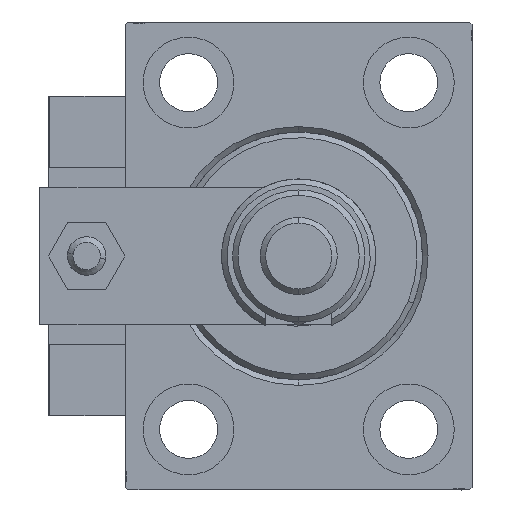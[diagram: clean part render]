
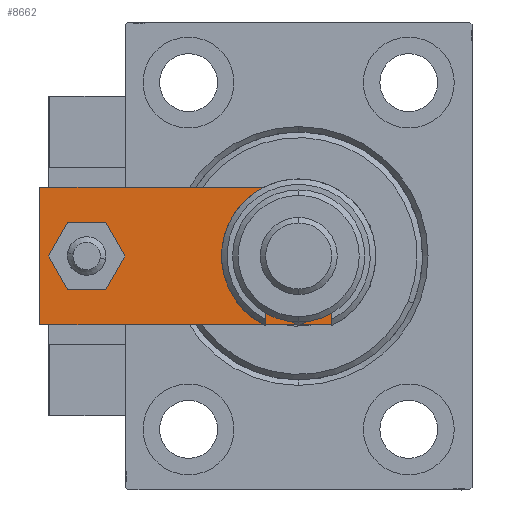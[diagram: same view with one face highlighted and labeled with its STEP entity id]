
A CAD part, left-side view. The second image highlights one B-rep face of the part: STEP entity #8662.
In plain terms, the highlighted face is planar.
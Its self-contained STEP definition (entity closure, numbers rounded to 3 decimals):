
#57 = AXIS2_PLACEMENT_3D ( 'NONE', #30673, #1949, #31742 ) ;
#456 = VECTOR ( 'NONE', #40124, 1000. ) ;
#673 = DIRECTION ( 'NONE',  ( 0., 0., 1. ) ) ;
#1421 = VECTOR ( 'NONE', #23866, 1000. ) ;
#1949 = DIRECTION ( 'NONE',  ( 0., 0., 1. ) ) ;
#2152 = CARTESIAN_POINT ( 'NONE',  ( 5.5, 0., 6. ) ) ;
#3197 = VECTOR ( 'NONE', #51485, 1000. ) ;
#3260 = EDGE_CURVE ( 'NONE', #36078, #19555, #48045, .T. ) ;
#3925 = LINE ( 'NONE', #41311, #12659 ) ;
#4201 = DIRECTION ( 'NONE',  ( -1., 0., 0. ) ) ;
#4236 = ORIENTED_EDGE ( 'NONE', *, *, #12830, .F. ) ;
#4410 = VERTEX_POINT ( 'NONE', #9580 ) ;
#4571 = EDGE_LOOP ( 'NONE', ( #40365, #47587 ) ) ;
#4673 = VERTEX_POINT ( 'NONE', #2152 ) ;
#4776 = VERTEX_POINT ( 'NONE', #15959 ) ;
#5284 = CARTESIAN_POINT ( 'NONE',  ( 2.75, -2.75, 6. ) ) ;
#5547 = DIRECTION ( 'NONE',  ( 0.707, 0.707, 0. ) ) ;
#7777 = ORIENTED_EDGE ( 'NONE', *, *, #25661, .F. ) ;
#7930 = PLANE ( 'NONE',  #15325 ) ;
#8124 = VECTOR ( 'NONE', #5547, 1000. ) ;
#8194 = FACE_OUTER_BOUND ( 'NONE', #15504, .T. ) ;
#8662 = ADVANCED_FACE ( 'NONE', ( #45009, #8194, #32565 ), #7930, .T. ) ;
#9580 = CARTESIAN_POINT ( 'NONE',  ( -4., 51.5, 6. ) ) ;
#9787 = DIRECTION ( 'NONE',  ( 0., 0., 1. ) ) ;
#9957 = DIRECTION ( 'NONE',  ( 1., 0., 0. ) ) ;
#10502 = DIRECTION ( 'NONE',  ( 0., 0., 1. ) ) ;
#12659 = VECTOR ( 'NONE', #4201, 1000. ) ;
#12830 = EDGE_CURVE ( 'NONE', #4410, #31240, #15281, .T. ) ;
#14851 = CARTESIAN_POINT ( 'NONE',  ( -8.25, 13., 6. ) ) ;
#15281 = CIRCLE ( 'NONE', #45509, 4. ) ;
#15325 = AXIS2_PLACEMENT_3D ( 'NONE', #16317, #24185, #40692 ) ;
#15504 = EDGE_LOOP ( 'NONE', ( #26483, #29449, #22476, #35809, #49644, #31802 ) ) ;
#15959 = CARTESIAN_POINT ( 'NONE',  ( 12.5, 60., 6. ) ) ;
#16317 = CARTESIAN_POINT ( 'NONE',  ( 0., 0., 6. ) ) ;
#17033 = CARTESIAN_POINT ( 'NONE',  ( 0., 51.5, 6. ) ) ;
#17381 = CIRCLE ( 'NONE', #57, 8.25 ) ;
#18205 = CARTESIAN_POINT ( 'NONE',  ( 12.5, 0., 6. ) ) ;
#19002 = LINE ( 'NONE', #40373, #1421 ) ;
#19555 = VERTEX_POINT ( 'NONE', #36825 ) ;
#19629 = CARTESIAN_POINT ( 'NONE',  ( 12.5, 7., 6. ) ) ;
#20163 = CARTESIAN_POINT ( 'NONE',  ( -12.5, 60., 6. ) ) ;
#21018 = VERTEX_POINT ( 'NONE', #19629 ) ;
#21331 = EDGE_CURVE ( 'NONE', #39474, #31925, #17381, .T. ) ;
#22476 = ORIENTED_EDGE ( 'NONE', *, *, #41739, .T. ) ;
#23355 = LINE ( 'NONE', #52036, #456 ) ;
#23866 = DIRECTION ( 'NONE',  ( 1., 0., 0. ) ) ;
#24185 = DIRECTION ( 'NONE',  ( 0., 0., 1. ) ) ;
#25044 = VERTEX_POINT ( 'NONE', #48520 ) ;
#25661 = EDGE_CURVE ( 'NONE', #31240, #4410, #49408, .T. ) ;
#26483 = ORIENTED_EDGE ( 'NONE', *, *, #3260, .T. ) ;
#29449 = ORIENTED_EDGE ( 'NONE', *, *, #35303, .T. ) ;
#30673 = CARTESIAN_POINT ( 'NONE',  ( 0., 13., 6. ) ) ;
#31240 = VERTEX_POINT ( 'NONE', #39317 ) ;
#31742 = DIRECTION ( 'NONE',  ( 1., 0., 0. ) ) ;
#31802 = ORIENTED_EDGE ( 'NONE', *, *, #44097, .T. ) ;
#31925 = VERTEX_POINT ( 'NONE', #39641 ) ;
#32126 = AXIS2_PLACEMENT_3D ( 'NONE', #46075, #9787, #33899 ) ;
#32565 = FACE_BOUND ( 'NONE', #4571, .T. ) ;
#32924 = EDGE_CURVE ( 'NONE', #4673, #21018, #42377, .T. ) ;
#33899 = DIRECTION ( 'NONE',  ( 1., 0., 0. ) ) ;
#35303 = EDGE_CURVE ( 'NONE', #19555, #25044, #23355, .T. ) ;
#35809 = ORIENTED_EDGE ( 'NONE', *, *, #32924, .T. ) ;
#36078 = VERTEX_POINT ( 'NONE', #52046 ) ;
#36678 = DIRECTION ( 'NONE',  ( 0., -1., 0. ) ) ;
#36825 = CARTESIAN_POINT ( 'NONE',  ( -12.5, 7., 6. ) ) ;
#37619 = VECTOR ( 'NONE', #36678, 1000. ) ;
#38270 = LINE ( 'NONE', #18205, #3197 ) ;
#39317 = CARTESIAN_POINT ( 'NONE',  ( 4., 51.5, 6. ) ) ;
#39474 = VERTEX_POINT ( 'NONE', #14851 ) ;
#39641 = CARTESIAN_POINT ( 'NONE',  ( 8.25, 13., 6. ) ) ;
#40124 = DIRECTION ( 'NONE',  ( 0.707, -0.707, 0. ) ) ;
#40365 = ORIENTED_EDGE ( 'NONE', *, *, #21331, .F. ) ;
#40373 = CARTESIAN_POINT ( 'NONE',  ( -12.5, 0., 6. ) ) ;
#40692 = DIRECTION ( 'NONE',  ( 1., 0., 0. ) ) ;
#41311 = CARTESIAN_POINT ( 'NONE',  ( 12.5, 60., 6. ) ) ;
#41586 = DIRECTION ( 'NONE',  ( 1., 0., 0. ) ) ;
#41739 = EDGE_CURVE ( 'NONE', #25044, #4673, #19002, .T. ) ;
#42377 = LINE ( 'NONE', #5284, #8124 ) ;
#42536 = EDGE_CURVE ( 'NONE', #21018, #4776, #38270, .T. ) ;
#44097 = EDGE_CURVE ( 'NONE', #4776, #36078, #3925, .T. ) ;
#45009 = FACE_BOUND ( 'NONE', #51191, .T. ) ;
#45509 = AXIS2_PLACEMENT_3D ( 'NONE', #17033, #10502, #9957 ) ;
#45569 = AXIS2_PLACEMENT_3D ( 'NONE', #49688, #673, #41586 ) ;
#46075 = CARTESIAN_POINT ( 'NONE',  ( 0., 51.5, 6. ) ) ;
#46173 = EDGE_CURVE ( 'NONE', #31925, #39474, #49901, .T. ) ;
#47587 = ORIENTED_EDGE ( 'NONE', *, *, #46173, .F. ) ;
#48045 = LINE ( 'NONE', #20163, #37619 ) ;
#48520 = CARTESIAN_POINT ( 'NONE',  ( -5.5, 0., 6. ) ) ;
#49408 = CIRCLE ( 'NONE', #32126, 4. ) ;
#49644 = ORIENTED_EDGE ( 'NONE', *, *, #42536, .T. ) ;
#49688 = CARTESIAN_POINT ( 'NONE',  ( 0., 13., 6. ) ) ;
#49901 = CIRCLE ( 'NONE', #45569, 8.25 ) ;
#51191 = EDGE_LOOP ( 'NONE', ( #4236, #7777 ) ) ;
#51485 = DIRECTION ( 'NONE',  ( 0., 1., 0. ) ) ;
#52036 = CARTESIAN_POINT ( 'NONE',  ( -2.75, -2.75, 6. ) ) ;
#52046 = CARTESIAN_POINT ( 'NONE',  ( -12.5, 60., 6. ) ) ;
